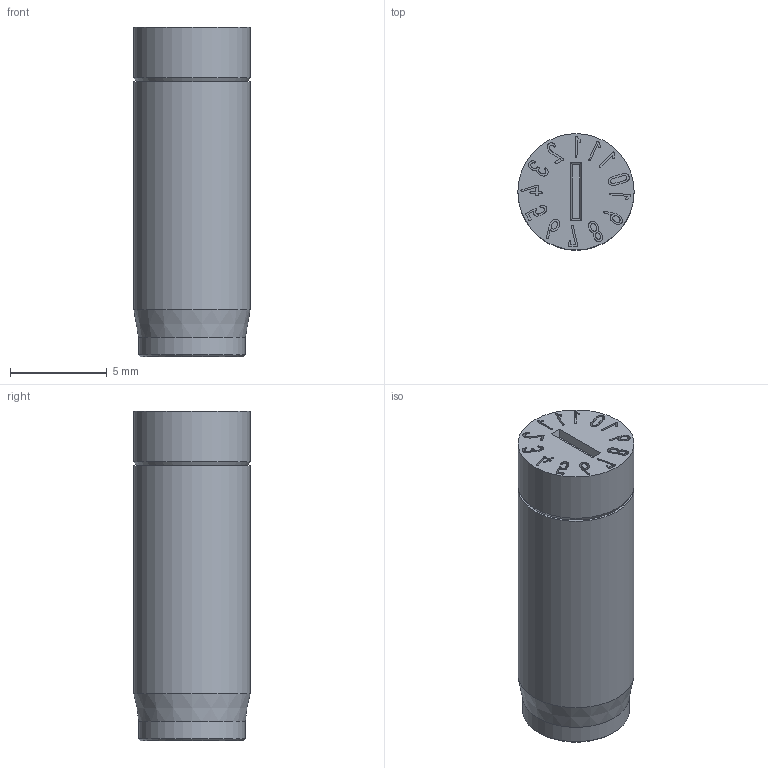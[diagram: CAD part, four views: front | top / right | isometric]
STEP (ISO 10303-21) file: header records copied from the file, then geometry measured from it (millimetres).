
FILE_DESCRIPTION(/* description */ (''),/* implementation_level */ '2;1');
FILE_NAME(/* name */ 'Dati-3000_T$6$Jahr.stp',/* time_stamp */ '2025-08-28T15:24:43+02:00',/* author */ ('olafg'),/* organization */ (''),/* preprocessor_version */ 'ST-DEVELOPER v20',/* originating_system */ 'Autodesk Inventor 2024',/* authorisation */ '');
FILE_SCHEMA (('AUTOMOTIVE_DESIGN { 1 0 10303 214 3 1 1 }'));
Length unit declared in the file: millimetre
Products named in the file (3): Zusammenbau T 3006 1-11; 1006-01-00 Hülse; 3006-05-00 F Stelleinsatz
Assembly tree (2 placements, depth 2):
  Zusammenbau T 3006 1-11
    1006-01-00 Hülse
    3006-05-00 F Stelleinsatz
Bounding box: 6 x 6 x 17 mm (x, y, z)
Volume: 428.9 mm3; surface area: 587.2 mm2
Topology: 2 solids, 2 shells, 262 faces, 710 edges, 472 vertices
Faces by surface type: bspline 162, plane 87, cone 7, cylinder 6
Full cylindrical faces by diameter (mm): 1.6 x1, 2 x1, 3 x1, 5.5 x1, 6 x2
Entity records: 9698 total; most frequent: CARTESIAN_POINT 4077, ORIENTED_EDGE 1420, EDGE_CURVE 710, DIRECTION 618, VERTEX_POINT 472, LINE 364, VECTOR 364, B_SPLINE_CURVE_WITH_KNOTS 324
